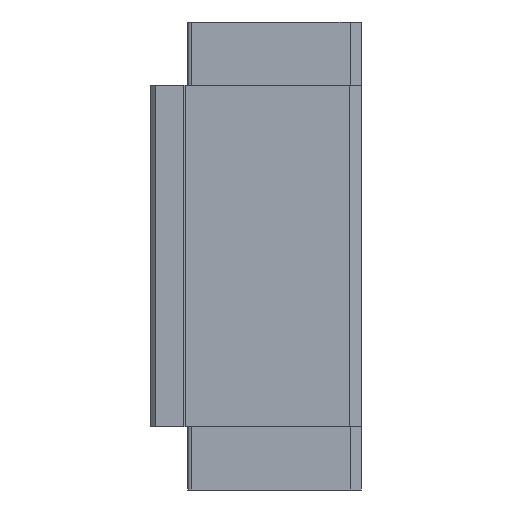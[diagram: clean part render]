
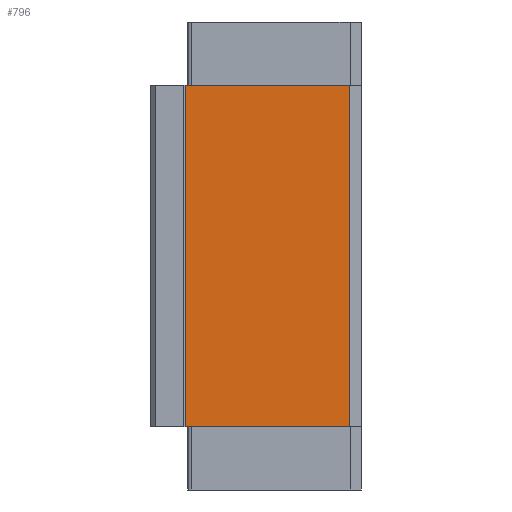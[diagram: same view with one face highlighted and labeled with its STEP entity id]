
A CAD part, left-side view. The second image highlights one B-rep face of the part: STEP entity #796.
In plain terms, the highlighted planar face has unit normal (-1, 0, 0).
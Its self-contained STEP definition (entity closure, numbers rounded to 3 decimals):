
#274 = EDGE_CURVE ( 'NONE', #6913, #7162, #912, .T. ) ;
#276 = EDGE_CURVE ( 'NONE', #6917, #6913, #907, .T. ) ;
#310 = EDGE_CURVE ( 'NONE', #6917, #7107, #984, .T. ) ;
#313 = EDGE_CURVE ( 'NONE', #7162, #7107, #990, .T. ) ;
#352 = AXIS2_PLACEMENT_3D ( 'NONE', #1624, #1630, #1631 ) ;
#673 = ORIENTED_EDGE ( 'NONE', *, *, #313, .F. ) ;
#674 = ORIENTED_EDGE ( 'NONE', *, *, #274, .F. ) ;
#675 = ORIENTED_EDGE ( 'NONE', *, *, #276, .F. ) ;
#676 = ORIENTED_EDGE ( 'NONE', *, *, #310, .T. ) ;
#796 = ADVANCED_FACE ( 'NONE', ( #1004 ), #1621, .F. ) ;
#907 = LINE ( 'NONE', #1504, #916 ) ;
#912 = LINE ( 'NONE', #1506, #913 ) ;
#913 = VECTOR ( 'NONE', #1507, 1000. ) ;
#916 = VECTOR ( 'NONE', #1511, 1000. ) ;
#984 = LINE ( 'NONE', #1579, #985 ) ;
#985 = VECTOR ( 'NONE', #1580, 1000. ) ;
#990 = LINE ( 'NONE', #1585, #991 ) ;
#991 = VECTOR ( 'NONE', #1586, 1000. ) ;
#1004 = FACE_OUTER_BOUND ( 'NONE', #7186, .T. ) ;
#1504 = CARTESIAN_POINT ( 'NONE',  ( -42.5, -56.5, -48.5 ) ) ;
#1506 = CARTESIAN_POINT ( 'NONE',  ( -42.5, -10., 58.2 ) ) ;
#1507 = DIRECTION ( 'NONE',  ( 0., 0., 1. ) ) ;
#1511 = DIRECTION ( 'NONE',  ( 0., 1., 0. ) ) ;
#1579 = CARTESIAN_POINT ( 'NONE',  ( -42.5, -56.5, 58.2 ) ) ;
#1580 = DIRECTION ( 'NONE',  ( 0., 0., 1. ) ) ;
#1585 = CARTESIAN_POINT ( 'NONE',  ( -42.5, 0., 48.5 ) ) ;
#1586 = DIRECTION ( 'NONE',  ( 0., -1., 0. ) ) ;
#1621 = PLANE ( 'NONE',  #352 ) ;
#1624 = CARTESIAN_POINT ( 'NONE',  ( -42.5, -56.5, 58.2 ) ) ;
#1630 = DIRECTION ( 'NONE',  ( 1., 0., 0. ) ) ;
#1631 = DIRECTION ( 'NONE',  ( 0., 0., -1. ) ) ;
#2113 = CARTESIAN_POINT ( 'NONE',  ( -42.5, -10., -48.5 ) ) ;
#2116 = CARTESIAN_POINT ( 'NONE',  ( -42.5, -56.5, -48.5 ) ) ;
#2144 = CARTESIAN_POINT ( 'NONE',  ( -42.5, -56.5, 48.5 ) ) ;
#2188 = CARTESIAN_POINT ( 'NONE',  ( -42.5, -10., 48.5 ) ) ;
#6913 = VERTEX_POINT ( 'NONE', #2113 ) ;
#6917 = VERTEX_POINT ( 'NONE', #2116 ) ;
#7107 = VERTEX_POINT ( 'NONE', #2144 ) ;
#7162 = VERTEX_POINT ( 'NONE', #2188 ) ;
#7186 = EDGE_LOOP ( 'NONE', ( #673, #674, #675, #676 ) ) ;
